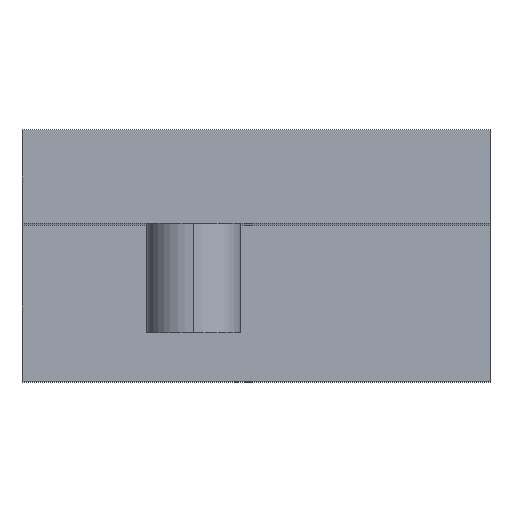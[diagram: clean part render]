
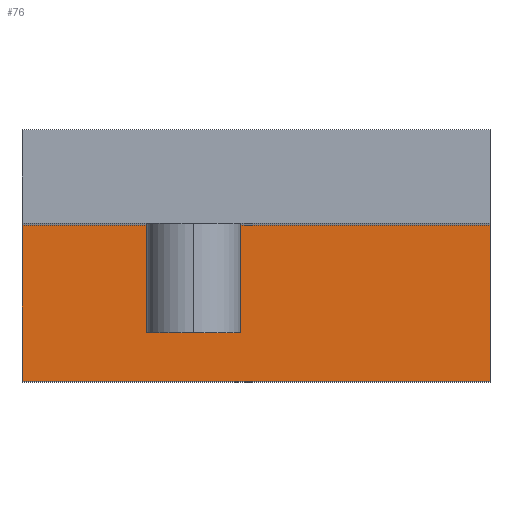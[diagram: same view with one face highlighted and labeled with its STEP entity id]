
A CAD part, top view. The second image highlights one B-rep face of the part: STEP entity #76.
In plain terms, the highlighted planar face has unit normal (0, 0, 1).
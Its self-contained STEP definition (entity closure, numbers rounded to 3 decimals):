
#7 = DIRECTION ( 'NONE',  ( 1., 0., 0. ) ) ;
#42 = ORIENTED_EDGE ( 'NONE', *, *, #62, .F. ) ;
#62 = EDGE_CURVE ( 'NONE', #459, #246, #85, .T. ) ;
#76 = ADVANCED_FACE ( 'NONE', ( #196 ), #399, .F. ) ;
#85 = LINE ( 'NONE', #446, #353 ) ;
#107 = LINE ( 'NONE', #211, #110 ) ;
#110 = VECTOR ( 'NONE', #412, 1000. ) ;
#115 = ORIENTED_EDGE ( 'NONE', *, *, #360, .T. ) ;
#142 = DIRECTION ( 'NONE',  ( 0., 0., -1. ) ) ;
#186 = CARTESIAN_POINT ( 'NONE',  ( 96.3, 26., 7.5 ) ) ;
#195 = AXIS2_PLACEMENT_3D ( 'NONE', #603, #142, #551 ) ;
#196 = FACE_OUTER_BOUND ( 'NONE', #231, .T. ) ;
#211 = CARTESIAN_POINT ( 'NONE',  ( 96.3, 31., 7.5 ) ) ;
#213 = ORIENTED_EDGE ( 'NONE', *, *, #319, .T. ) ;
#231 = EDGE_LOOP ( 'NONE', ( #483, #213, #115, #42 ) ) ;
#246 = VERTEX_POINT ( 'NONE', #618 ) ;
#273 = CARTESIAN_POINT ( 'NONE',  ( 111.3, 31., 7.5 ) ) ;
#319 = EDGE_CURVE ( 'NONE', #403, #586, #442, .T. ) ;
#329 = CARTESIAN_POINT ( 'NONE',  ( 96.3, 52.213, 7.5 ) ) ;
#353 = VECTOR ( 'NONE', #397, 1000. ) ;
#360 = EDGE_CURVE ( 'NONE', #586, #246, #433, .T. ) ;
#397 = DIRECTION ( 'NONE',  ( 0., -1., 0. ) ) ;
#399 = PLANE ( 'NONE',  #195 ) ;
#403 = VERTEX_POINT ( 'NONE', #591 ) ;
#412 = DIRECTION ( 'NONE',  ( 1., 0., 0. ) ) ;
#431 = VECTOR ( 'NONE', #636, 1000. ) ;
#433 = LINE ( 'NONE', #186, #670 ) ;
#442 = LINE ( 'NONE', #329, #431 ) ;
#446 = CARTESIAN_POINT ( 'NONE',  ( 111.3, 52.213, 7.5 ) ) ;
#459 = VERTEX_POINT ( 'NONE', #273 ) ;
#483 = ORIENTED_EDGE ( 'NONE', *, *, #493, .F. ) ;
#493 = EDGE_CURVE ( 'NONE', #403, #459, #107, .T. ) ;
#551 = DIRECTION ( 'NONE',  ( -1., 0., 0. ) ) ;
#586 = VERTEX_POINT ( 'NONE', #654 ) ;
#591 = CARTESIAN_POINT ( 'NONE',  ( 96.3, 31., 7.5 ) ) ;
#603 = CARTESIAN_POINT ( 'NONE',  ( 96.3, 52.213, 7.5 ) ) ;
#618 = CARTESIAN_POINT ( 'NONE',  ( 111.3, 26., 7.5 ) ) ;
#636 = DIRECTION ( 'NONE',  ( 0., -1., 0. ) ) ;
#654 = CARTESIAN_POINT ( 'NONE',  ( 96.3, 26., 7.5 ) ) ;
#670 = VECTOR ( 'NONE', #7, 1000. ) ;
